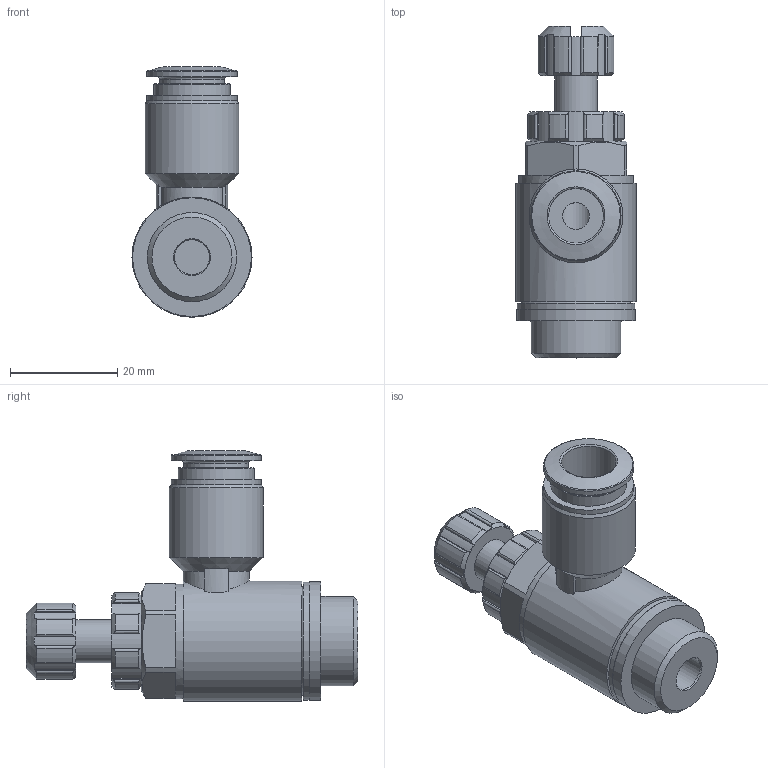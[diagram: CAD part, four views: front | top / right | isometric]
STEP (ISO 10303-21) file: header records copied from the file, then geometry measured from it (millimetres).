
FILE_DESCRIPTION(/* description */ ('STEP AP214'),/* implementation_level */ '2;1');
FILE_NAME(/* name */ '534343_GRLA-3_8-QS-10-RS-D',/* time_stamp */ '2024-08-21T13:36:37+02:00',/* author */ ('License CC BY-ND 4.0'),/* organization */ ('CADENAS'),/* preprocessor_version */ 'ST-DEVELOPER v19.3',/* originating_system */ 'PARTsolutions',/* authorisation */ ' ');
FILE_SCHEMA (('AUTOMOTIVE_DESIGN {1 0 10303 214 3 1 1}'));
Length unit declared in the file: millimetre
Products named in the file (1): 534343 GRLA-3/8-QS-10-RS-D
Bounding box: 22.4 x 61.9 x 46.7 mm (x, y, z)
Volume: 19202.4 mm3; surface area: 7735.5 mm2
Topology: 1 solids, 1 shells, 179 faces, 451 edges, 286 vertices
Faces by surface type: cylinder 82, plane 67, cone 26, torus 4
Full cylindrical faces by diameter (mm): 5 x1, 6.5 x1, 8 x1, 10.2 x1, 12 x1, 14.2 x1, 16.662 x1, 16.8 x2, 17.5 x1, 21.4 x1, 22 x1, 22.15 x1, 22.4 x1
Entity records: 6671 total; most frequent: CARTESIAN_POINT 1398, ORIENTED_EDGE 840, DIRECTION 778, EDGE_CURVE 420, AXIS2_PLACEMENT_3D 322, VERTEX_POINT 281, EDGE_LOOP 219, FACE_BOUND 219
